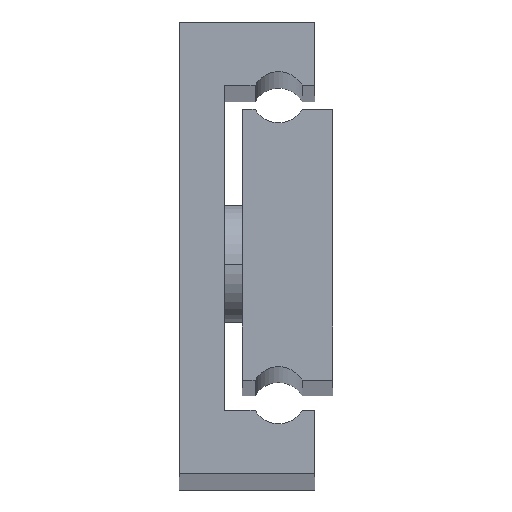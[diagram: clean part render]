
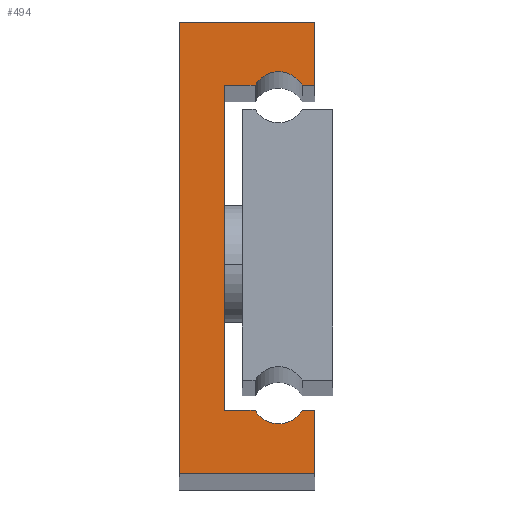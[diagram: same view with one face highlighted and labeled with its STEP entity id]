
A CAD part, top view. The second image highlights one B-rep face of the part: STEP entity #494.
In plain terms, the highlighted planar face has unit normal (0, 0, 1).
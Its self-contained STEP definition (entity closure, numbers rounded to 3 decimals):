
#9 = LINE ( 'NONE', #851, #1756 ) ;
#18 = DIRECTION ( 'NONE',  ( 0., 1., 0. ) ) ;
#34 = LINE ( 'NONE', #1846, #618 ) ;
#45 = EDGE_CURVE ( 'NONE', #184, #190, #1924, .T. ) ;
#83 = ORIENTED_EDGE ( 'NONE', *, *, #45, .T. ) ;
#184 = VERTEX_POINT ( 'NONE', #648 ) ;
#190 = VERTEX_POINT ( 'NONE', #661 ) ;
#204 = LINE ( 'NONE', #896, #245 ) ;
#209 = CARTESIAN_POINT ( 'NONE',  ( 8.402, 43., 525. ) ) ;
#214 = VECTOR ( 'NONE', #690, 1000. ) ;
#223 = LINE ( 'NONE', #576, #214 ) ;
#245 = VECTOR ( 'NONE', #1394, 1000. ) ;
#272 = CARTESIAN_POINT ( 'NONE',  ( 11., 8.5, 525. ) ) ;
#310 = CARTESIAN_POINT ( 'NONE',  ( 13.598, 43., 525. ) ) ;
#366 = CARTESIAN_POINT ( 'NONE',  ( 11., 41.5, 525. ) ) ;
#376 = ORIENTED_EDGE ( 'NONE', *, *, #2116, .T. ) ;
#405 = CARTESIAN_POINT ( 'NONE',  ( 8.402, 43., 525. ) ) ;
#461 = CARTESIAN_POINT ( 'NONE',  ( 15., 50., 525. ) ) ;
#462 = EDGE_CURVE ( 'NONE', #1608, #1790, #9, .T. ) ;
#472 = EDGE_CURVE ( 'NONE', #2003, #1419, #34, .T. ) ;
#494 = ADVANCED_FACE ( 'NONE', ( #1372 ), #1999, .F. ) ;
#497 = CARTESIAN_POINT ( 'NONE',  ( 0., 50., 525. ) ) ;
#517 = VERTEX_POINT ( 'NONE', #209 ) ;
#538 = EDGE_CURVE ( 'NONE', #907, #517, #1879, .T. ) ;
#544 = CARTESIAN_POINT ( 'NONE',  ( 5., 7., 525. ) ) ;
#576 = CARTESIAN_POINT ( 'NONE',  ( 0., 0., 525. ) ) ;
#618 = VECTOR ( 'NONE', #708, 1000. ) ;
#648 = CARTESIAN_POINT ( 'NONE',  ( 15., 0., 525. ) ) ;
#653 = AXIS2_PLACEMENT_3D ( 'NONE', #366, #1707, #1517 ) ;
#657 = CIRCLE ( 'NONE', #2069, 3. ) ;
#661 = CARTESIAN_POINT ( 'NONE',  ( 15., 7., 525. ) ) ;
#663 = VECTOR ( 'NONE', #18, 1000. ) ;
#674 = DIRECTION ( 'NONE',  ( 0., 1., 0. ) ) ;
#676 = ORIENTED_EDGE ( 'NONE', *, *, #1039, .T. ) ;
#686 = ORIENTED_EDGE ( 'NONE', *, *, #2094, .T. ) ;
#690 = DIRECTION ( 'NONE',  ( 1., 0., 0. ) ) ;
#708 = DIRECTION ( 'NONE',  ( 0., -1., 0. ) ) ;
#734 = CARTESIAN_POINT ( 'NONE',  ( 11., 41.5, 525. ) ) ;
#746 = VERTEX_POINT ( 'NONE', #461 ) ;
#804 = DIRECTION ( 'NONE',  ( 1., 0., 0. ) ) ;
#814 = CARTESIAN_POINT ( 'NONE',  ( 0., 0., 525. ) ) ;
#839 = CARTESIAN_POINT ( 'NONE',  ( 15., 50., 525. ) ) ;
#846 = CARTESIAN_POINT ( 'NONE',  ( 0., 50., 525. ) ) ;
#851 = CARTESIAN_POINT ( 'NONE',  ( 15., 43., 525. ) ) ;
#863 = VECTOR ( 'NONE', #2112, 1000. ) ;
#868 = VERTEX_POINT ( 'NONE', #1471 ) ;
#875 = ORIENTED_EDGE ( 'NONE', *, *, #933, .T. ) ;
#896 = CARTESIAN_POINT ( 'NONE',  ( 15., 7., 525. ) ) ;
#905 = AXIS2_PLACEMENT_3D ( 'NONE', #272, #1632, #804 ) ;
#907 = VERTEX_POINT ( 'NONE', #1829 ) ;
#933 = EDGE_CURVE ( 'NONE', #746, #2003, #1787, .T. ) ;
#955 = EDGE_CURVE ( 'NONE', #190, #868, #204, .T. ) ;
#980 = LINE ( 'NONE', #1177, #1800 ) ;
#993 = ORIENTED_EDGE ( 'NONE', *, *, #538, .T. ) ;
#995 = VECTOR ( 'NONE', #1054, 1000. ) ;
#1039 = EDGE_CURVE ( 'NONE', #1419, #184, #223, .T. ) ;
#1054 = DIRECTION ( 'NONE',  ( 1., 0., 0. ) ) ;
#1089 = VERTEX_POINT ( 'NONE', #1715 ) ;
#1164 = ORIENTED_EDGE ( 'NONE', *, *, #2159, .T. ) ;
#1172 = ORIENTED_EDGE ( 'NONE', *, *, #1682, .T. ) ;
#1177 = CARTESIAN_POINT ( 'NONE',  ( 8.402, 7., 525. ) ) ;
#1195 = EDGE_CURVE ( 'NONE', #517, #1608, #657, .T. ) ;
#1200 = DIRECTION ( 'NONE',  ( 0., 0., -1. ) ) ;
#1221 = ORIENTED_EDGE ( 'NONE', *, *, #462, .T. ) ;
#1253 = ORIENTED_EDGE ( 'NONE', *, *, #955, .T. ) ;
#1280 = VERTEX_POINT ( 'NONE', #1289 ) ;
#1289 = CARTESIAN_POINT ( 'NONE',  ( 8.402, 7., 525. ) ) ;
#1358 = ORIENTED_EDGE ( 'NONE', *, *, #1195, .T. ) ;
#1372 = FACE_OUTER_BOUND ( 'NONE', #1828, .T. ) ;
#1385 = DIRECTION ( 'NONE',  ( 1., 0., 0. ) ) ;
#1394 = DIRECTION ( 'NONE',  ( -1., 0., 0. ) ) ;
#1400 = CARTESIAN_POINT ( 'NONE',  ( 15., 43., 525. ) ) ;
#1419 = VERTEX_POINT ( 'NONE', #814 ) ;
#1471 = CARTESIAN_POINT ( 'NONE',  ( 13.598, 7., 525. ) ) ;
#1486 = VECTOR ( 'NONE', #1815, 1000. ) ;
#1517 = DIRECTION ( 'NONE',  ( -1., 0., 0. ) ) ;
#1608 = VERTEX_POINT ( 'NONE', #310 ) ;
#1632 = DIRECTION ( 'NONE',  ( 0., 0., -1. ) ) ;
#1645 = DIRECTION ( 'NONE',  ( -1., 0., 0. ) ) ;
#1682 = EDGE_CURVE ( 'NONE', #868, #1280, #1837, .T. ) ;
#1691 = LINE ( 'NONE', #544, #663 ) ;
#1707 = DIRECTION ( 'NONE',  ( 0., 0., -1. ) ) ;
#1715 = CARTESIAN_POINT ( 'NONE',  ( 5., 7., 525. ) ) ;
#1756 = VECTOR ( 'NONE', #1385, 1000. ) ;
#1787 = LINE ( 'NONE', #846, #1486 ) ;
#1790 = VERTEX_POINT ( 'NONE', #1400 ) ;
#1800 = VECTOR ( 'NONE', #1645, 1000. ) ;
#1815 = DIRECTION ( 'NONE',  ( -1., 0., 0. ) ) ;
#1828 = EDGE_LOOP ( 'NONE', ( #1941, #676, #83, #1253, #1172, #376, #1164, #993, #1358, #1221, #686, #875 ) ) ;
#1829 = CARTESIAN_POINT ( 'NONE',  ( 5., 43., 525. ) ) ;
#1837 = CIRCLE ( 'NONE', #905, 3. ) ;
#1846 = CARTESIAN_POINT ( 'NONE',  ( 0., 0., 525. ) ) ;
#1879 = LINE ( 'NONE', #405, #995 ) ;
#1924 = LINE ( 'NONE', #2088, #863 ) ;
#1941 = ORIENTED_EDGE ( 'NONE', *, *, #472, .T. ) ;
#1972 = VECTOR ( 'NONE', #674, 1000. ) ;
#1999 = PLANE ( 'NONE',  #653 ) ;
#2003 = VERTEX_POINT ( 'NONE', #497 ) ;
#2053 = DIRECTION ( 'NONE',  ( -1., 0., 0. ) ) ;
#2069 = AXIS2_PLACEMENT_3D ( 'NONE', #734, #1200, #2053 ) ;
#2088 = CARTESIAN_POINT ( 'NONE',  ( 15., 0., 525. ) ) ;
#2094 = EDGE_CURVE ( 'NONE', #1790, #746, #2149, .T. ) ;
#2112 = DIRECTION ( 'NONE',  ( 0., 1., 0. ) ) ;
#2116 = EDGE_CURVE ( 'NONE', #1280, #1089, #980, .T. ) ;
#2149 = LINE ( 'NONE', #839, #1972 ) ;
#2159 = EDGE_CURVE ( 'NONE', #1089, #907, #1691, .T. ) ;
